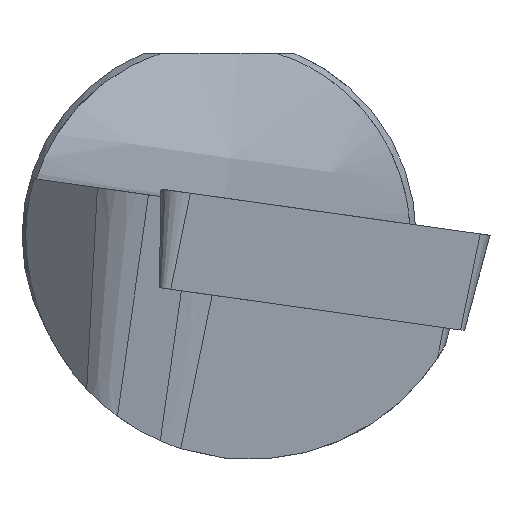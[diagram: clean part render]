
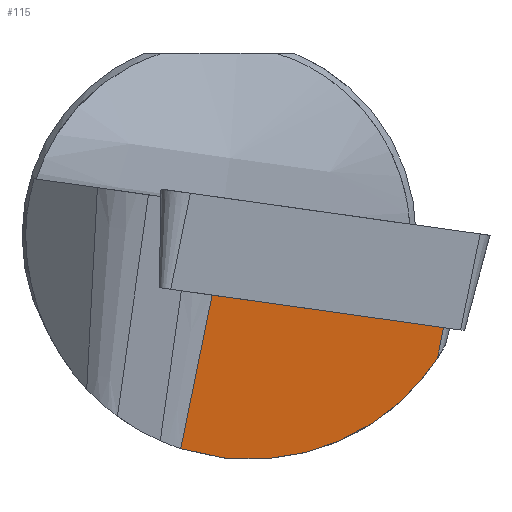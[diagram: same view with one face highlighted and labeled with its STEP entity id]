
A CAD part, left-side view. The second image highlights one B-rep face of the part: STEP entity #115.
In plain terms, the highlighted planar face has unit normal (-0.86, -0.474, -0.19).
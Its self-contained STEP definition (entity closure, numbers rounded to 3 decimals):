
#115=ADVANCED_FACE('',(#169),#151,.T.);
#151=PLANE('',#675);
#169=FACE_OUTER_BOUND('',#204,.T.);
#204=EDGE_LOOP('',(#250,#251,#252,#253));
#241=ELLIPSE('',#674,10.587,9.1);
#250=ORIENTED_EDGE('',*,*,#495,.F.);
#251=ORIENTED_EDGE('',*,*,#496,.T.);
#252=ORIENTED_EDGE('',*,*,#497,.T.);
#253=ORIENTED_EDGE('',*,*,#498,.F.);
#434=VERTEX_POINT('',#915);
#435=VERTEX_POINT('',#916);
#436=VERTEX_POINT('',#918);
#437=VERTEX_POINT('',#920);
#495=EDGE_CURVE('',#434,#435,#586,.T.);
#496=EDGE_CURVE('',#434,#436,#587,.T.);
#497=EDGE_CURVE('',#436,#437,#241,.T.);
#498=EDGE_CURVE('',#435,#437,#588,.T.);
#586=LINE('',#914,#630);
#587=LINE('',#917,#631);
#588=LINE('',#921,#632);
#630=VECTOR('',#743,1.);
#631=VECTOR('',#744,1.);
#632=VECTOR('',#747,1.);
#674=AXIS2_PLACEMENT_3D('',#919,#745,#746);
#675=AXIS2_PLACEMENT_3D('',#922,#748,#749);
#743=DIRECTION('',(0.5,-0.858,-0.121));
#744=DIRECTION('',(0.106,0.198,-0.974));
#745=DIRECTION('',(-0.86,-0.474,-0.19));
#746=DIRECTION('',(0.511,-0.798,-0.319));
#747=DIRECTION('',(0.106,0.198,-0.974));
#748=DIRECTION('',(-0.86,-0.474,-0.19));
#749=DIRECTION('',(0.483,-0.875,0.));
#914=CARTESIAN_POINT('',(14.669,-21.902,-5.541));
#915=CARTESIAN_POINT('',(1.734,0.284,-2.423));
#916=CARTESIAN_POINT('',(7.215,-9.117,-3.744));
#917=CARTESIAN_POINT('',(1.312,-0.51,1.475));
#918=CARTESIAN_POINT('',(2.409,1.554,-8.657));
#919=CARTESIAN_POINT('',(2.046,-1.25,0.));
#920=CARTESIAN_POINT('',(7.349,-8.864,-4.983));
#921=CARTESIAN_POINT('',(6.793,-9.91,0.153));
#922=CARTESIAN_POINT('',(14.247,-22.696,-1.643));
